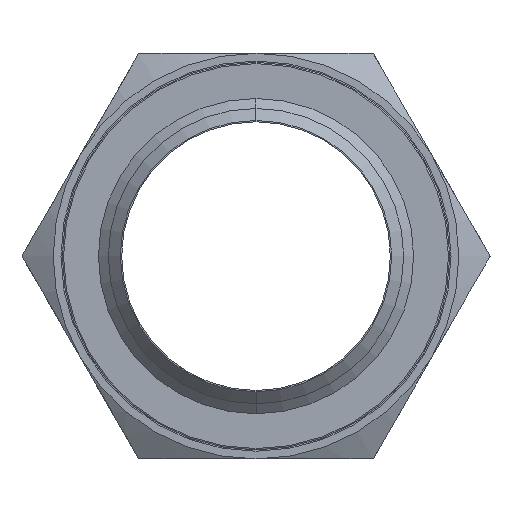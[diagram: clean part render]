
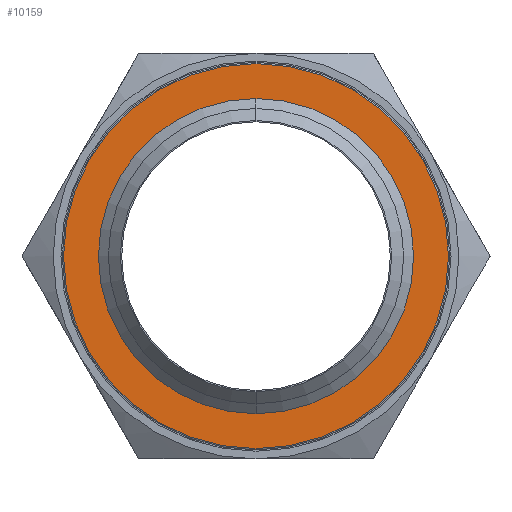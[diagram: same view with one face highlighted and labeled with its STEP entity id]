
A CAD part, left-side view. The second image highlights one B-rep face of the part: STEP entity #10159.
In plain terms, the highlighted planar face has unit normal (-1, 0, 0).
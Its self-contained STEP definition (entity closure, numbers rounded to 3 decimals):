
#2 = AXIS2_PLACEMENT_3D ( 'NONE', #1391, #7015, #271 ) ;
#271 = DIRECTION ( 'NONE',  ( 0., 0., -1. ) ) ;
#484 = CARTESIAN_POINT ( 'NONE',  ( -18.6, 0., 0. ) ) ;
#612 = AXIS2_PLACEMENT_3D ( 'NONE', #11804, #8415, #8519 ) ;
#1082 = AXIS2_PLACEMENT_3D ( 'NONE', #484, #7331, #4071 ) ;
#1287 = DIRECTION ( 'NONE',  ( -1., 0., 0. ) ) ;
#1391 = CARTESIAN_POINT ( 'NONE',  ( -18.6, 0., 0. ) ) ;
#1868 = ORIENTED_EDGE ( 'NONE', *, *, #3837, .F. ) ;
#1962 = PLANE ( 'NONE',  #11070 ) ;
#2248 = VERTEX_POINT ( 'NONE', #9625 ) ;
#2530 = CIRCLE ( 'NONE', #8062, 61. ) ;
#2982 = DIRECTION ( 'NONE',  ( 0., 1., 0. ) ) ;
#3837 = EDGE_CURVE ( 'NONE', #8783, #6006, #13660, .T. ) ;
#4071 = DIRECTION ( 'NONE',  ( 0., 0., -1. ) ) ;
#4579 = EDGE_LOOP ( 'NONE', ( #1868, #13198 ) ) ;
#5968 = ORIENTED_EDGE ( 'NONE', *, *, #14655, .F. ) ;
#6006 = VERTEX_POINT ( 'NONE', #11222 ) ;
#6353 = CIRCLE ( 'NONE', #2, 74.5 ) ;
#7015 = DIRECTION ( 'NONE',  ( 1., 0., 0. ) ) ;
#7331 = DIRECTION ( 'NONE',  ( 1., 0., 0. ) ) ;
#7643 = CARTESIAN_POINT ( 'NONE',  ( -18.6, 0., 61. ) ) ;
#7803 = CARTESIAN_POINT ( 'NONE',  ( -18.6, 0., 75. ) ) ;
#8062 = AXIS2_PLACEMENT_3D ( 'NONE', #9506, #1287, #12863 ) ;
#8255 = CIRCLE ( 'NONE', #612, 61. ) ;
#8415 = DIRECTION ( 'NONE',  ( -1., 0., 0. ) ) ;
#8519 = DIRECTION ( 'NONE',  ( 0., 0., 1. ) ) ;
#8783 = VERTEX_POINT ( 'NONE', #13870 ) ;
#9506 = CARTESIAN_POINT ( 'NONE',  ( -18.6, 0., 0. ) ) ;
#9625 = CARTESIAN_POINT ( 'NONE',  ( -18.6, 0., -61. ) ) ;
#10159 = ADVANCED_FACE ( 'NONE', ( #10478, #11238 ), #1962, .F. ) ;
#10478 = FACE_BOUND ( 'NONE', #13524, .T. ) ;
#11070 = AXIS2_PLACEMENT_3D ( 'NONE', #7803, #13514, #2982 ) ;
#11222 = CARTESIAN_POINT ( 'NONE',  ( -18.6, 74.5, 0. ) ) ;
#11238 = FACE_OUTER_BOUND ( 'NONE', #4579, .T. ) ;
#11804 = CARTESIAN_POINT ( 'NONE',  ( -18.6, 0., 0. ) ) ;
#12176 = ORIENTED_EDGE ( 'NONE', *, *, #13022, .F. ) ;
#12863 = DIRECTION ( 'NONE',  ( 0., 0., 1. ) ) ;
#13002 = EDGE_CURVE ( 'NONE', #6006, #8783, #6353, .T. ) ;
#13022 = EDGE_CURVE ( 'NONE', #14383, #2248, #2530, .T. ) ;
#13198 = ORIENTED_EDGE ( 'NONE', *, *, #13002, .F. ) ;
#13514 = DIRECTION ( 'NONE',  ( 1., 0., 0. ) ) ;
#13524 = EDGE_LOOP ( 'NONE', ( #12176, #5968 ) ) ;
#13660 = CIRCLE ( 'NONE', #1082, 74.5 ) ;
#13870 = CARTESIAN_POINT ( 'NONE',  ( -18.6, -74.5, 0. ) ) ;
#14383 = VERTEX_POINT ( 'NONE', #7643 ) ;
#14655 = EDGE_CURVE ( 'NONE', #2248, #14383, #8255, .T. ) ;
